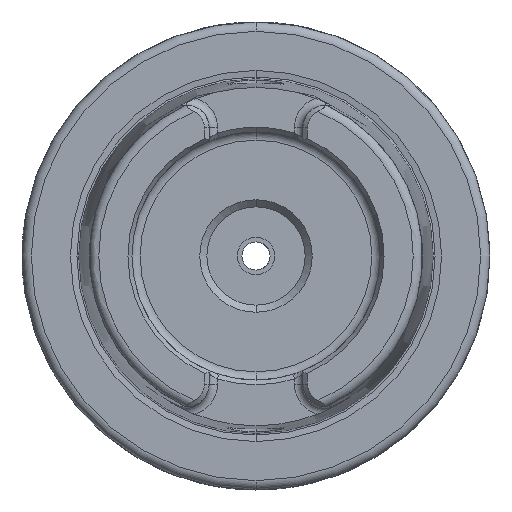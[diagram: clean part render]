
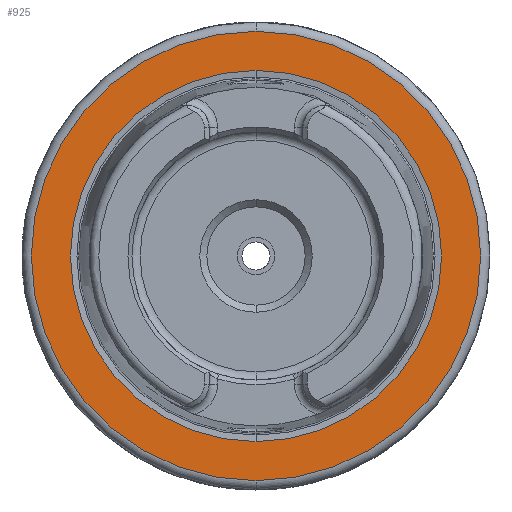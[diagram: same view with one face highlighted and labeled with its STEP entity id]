
A CAD part, left-side view. The second image highlights one B-rep face of the part: STEP entity #925.
In plain terms, the highlighted planar face has unit normal (-1, 0, 0).
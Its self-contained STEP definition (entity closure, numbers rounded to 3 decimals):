
#45 = EDGE_CURVE ( 'NONE', #4458, #7646, #5292, .T. ) ;
#216 = CARTESIAN_POINT ( 'NONE',  ( 0., 0., 0. ) ) ;
#297 = VERTEX_POINT ( 'NONE', #6464 ) ;
#340 = AXIS2_PLACEMENT_3D ( 'NONE', #1629, #4122, #5969 ) ;
#585 = DIRECTION ( 'NONE',  ( 1., 0., 0. ) ) ;
#655 = DIRECTION ( 'NONE',  ( 0., 0., -1. ) ) ;
#925 = ADVANCED_FACE ( 'NONE', ( #1003, #6721 ), #1489, .T. ) ;
#983 = CARTESIAN_POINT ( 'NONE',  ( 0., 0., 39.647 ) ) ;
#1003 = FACE_BOUND ( 'NONE', #4413, .T. ) ;
#1016 = EDGE_LOOP ( 'NONE', ( #4090, #6708 ) ) ;
#1255 = EDGE_CURVE ( 'NONE', #297, #2556, #2482, .T. ) ;
#1416 = ORIENTED_EDGE ( 'NONE', *, *, #3798, .T. ) ;
#1489 = PLANE ( 'NONE',  #340 ) ;
#1492 = DIRECTION ( 'NONE',  ( 0., 0., -1. ) ) ;
#1517 = AXIS2_PLACEMENT_3D ( 'NONE', #5539, #4916, #655 ) ;
#1629 = CARTESIAN_POINT ( 'NONE',  ( 0., 39.647, 0. ) ) ;
#1681 = AXIS2_PLACEMENT_3D ( 'NONE', #6691, #6089, #5104 ) ;
#1994 = AXIS2_PLACEMENT_3D ( 'NONE', #4509, #5288, #1492 ) ;
#2427 = CARTESIAN_POINT ( 'NONE',  ( 0., 0., 48. ) ) ;
#2482 = CIRCLE ( 'NONE', #1517, 48. ) ;
#2556 = VERTEX_POINT ( 'NONE', #2427 ) ;
#3240 = CARTESIAN_POINT ( 'NONE',  ( 0., 0., -39.647 ) ) ;
#3798 = EDGE_CURVE ( 'NONE', #7646, #4458, #6374, .T. ) ;
#4090 = ORIENTED_EDGE ( 'NONE', *, *, #1255, .F. ) ;
#4122 = DIRECTION ( 'NONE',  ( -1., 0., 0. ) ) ;
#4164 = DIRECTION ( 'NONE',  ( 0., 0., -1. ) ) ;
#4222 = AXIS2_PLACEMENT_3D ( 'NONE', #216, #585, #4164 ) ;
#4413 = EDGE_LOOP ( 'NONE', ( #6440, #1416 ) ) ;
#4458 = VERTEX_POINT ( 'NONE', #983 ) ;
#4509 = CARTESIAN_POINT ( 'NONE',  ( 0., 0., 0. ) ) ;
#4570 = EDGE_CURVE ( 'NONE', #2556, #297, #6757, .T. ) ;
#4916 = DIRECTION ( 'NONE',  ( 1., 0., 0. ) ) ;
#5104 = DIRECTION ( 'NONE',  ( 0., 0., -1. ) ) ;
#5288 = DIRECTION ( 'NONE',  ( 1., 0., 0. ) ) ;
#5292 = CIRCLE ( 'NONE', #1994, 39.647 ) ;
#5539 = CARTESIAN_POINT ( 'NONE',  ( 0., 0., 0. ) ) ;
#5969 = DIRECTION ( 'NONE',  ( 0., 0., 1. ) ) ;
#6089 = DIRECTION ( 'NONE',  ( 1., 0., 0. ) ) ;
#6374 = CIRCLE ( 'NONE', #1681, 39.647 ) ;
#6440 = ORIENTED_EDGE ( 'NONE', *, *, #45, .T. ) ;
#6464 = CARTESIAN_POINT ( 'NONE',  ( 0., 0., -48. ) ) ;
#6691 = CARTESIAN_POINT ( 'NONE',  ( 0., 0., 0. ) ) ;
#6708 = ORIENTED_EDGE ( 'NONE', *, *, #4570, .F. ) ;
#6721 = FACE_OUTER_BOUND ( 'NONE', #1016, .T. ) ;
#6757 = CIRCLE ( 'NONE', #4222, 48. ) ;
#7646 = VERTEX_POINT ( 'NONE', #3240 ) ;
